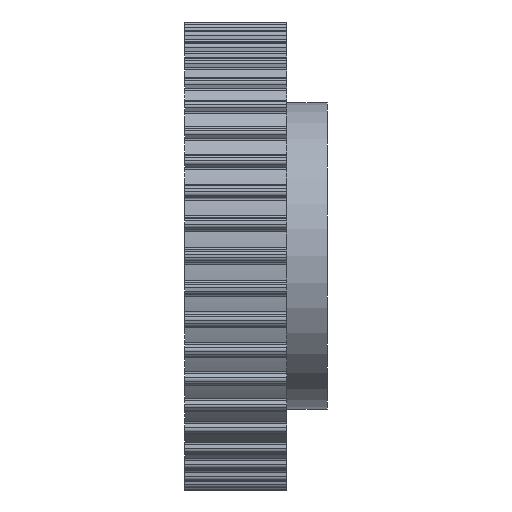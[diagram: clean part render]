
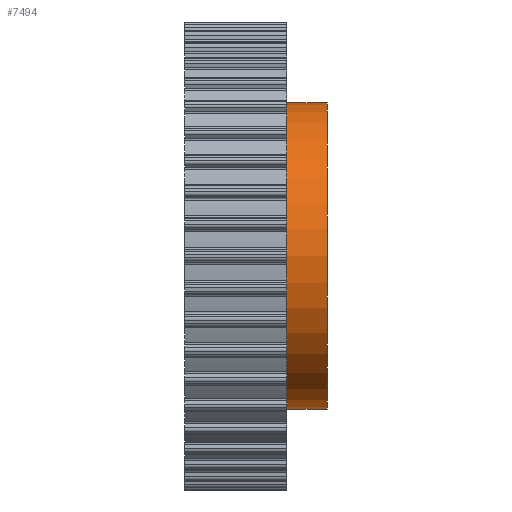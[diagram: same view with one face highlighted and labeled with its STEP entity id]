
A CAD part, front view. The second image highlights one B-rep face of the part: STEP entity #7494.
In plain terms, the highlighted cylindrical face has radius 22.5 mm (diameter 45 mm), a partial arc.
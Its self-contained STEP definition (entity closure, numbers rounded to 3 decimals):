
#3766=CARTESIAN_POINT('',(15.,0.,22.5));
#3767=VERTEX_POINT('',#3766);
#3768=CARTESIAN_POINT('',(15.,-0.,-22.5));
#3769=VERTEX_POINT('',#3768);
#3770=CARTESIAN_POINT('',(15.,0.,0.));
#3771=DIRECTION('',(1.,0.,0.));
#3772=DIRECTION('',(0.,0.,-1.));
#3773=AXIS2_PLACEMENT_3D('',#3770,#3771,#3772);
#3774=CIRCLE('',#3773,22.5);
#3775=EDGE_CURVE('',#3767,#3769,#3774,.T.);
#7463=CARTESIAN_POINT('',(21.,0.,0.));
#7464=DIRECTION('',(1.,0.,0.));
#7465=DIRECTION('',(0.,0.,-1.));
#7466=AXIS2_PLACEMENT_3D('',#7463,#7464,#7465);
#7467=CYLINDRICAL_SURFACE('',#7466,22.5);
#7468=CARTESIAN_POINT('',(21.,0.,22.5));
#7469=VERTEX_POINT('',#7468);
#7470=CARTESIAN_POINT('',(21.,0.,22.5));
#7471=DIRECTION('',(-1.,-0.,0.));
#7472=VECTOR('',#7471,6.);
#7473=LINE('',#7470,#7472);
#7474=EDGE_CURVE('',#7469,#3767,#7473,.T.);
#7475=ORIENTED_EDGE('',*,*,#7474,.T.);
#7476=ORIENTED_EDGE('',*,*,#3775,.T.);
#7477=CARTESIAN_POINT('',(21.,-0.,-22.5));
#7478=VERTEX_POINT('',#7477);
#7479=CARTESIAN_POINT('',(21.,0.,-22.5));
#7480=DIRECTION('',(-1.,-0.,0.));
#7481=VECTOR('',#7480,6.);
#7482=LINE('',#7479,#7481);
#7483=EDGE_CURVE('',#7478,#3769,#7482,.T.);
#7484=ORIENTED_EDGE('',*,*,#7483,.F.);
#7485=CARTESIAN_POINT('',(21.,0.,0.));
#7486=DIRECTION('',(1.,0.,0.));
#7487=DIRECTION('',(0.,0.,-1.));
#7488=AXIS2_PLACEMENT_3D('',#7485,#7486,#7487);
#7489=CIRCLE('',#7488,22.5);
#7490=EDGE_CURVE('',#7469,#7478,#7489,.T.);
#7491=ORIENTED_EDGE('',*,*,#7490,.F.);
#7492=EDGE_LOOP('',(#7475,#7476,#7484,#7491));
#7493=FACE_BOUND('',#7492,.T.);
#7494=ADVANCED_FACE('',(#7493),#7467,.T.);
